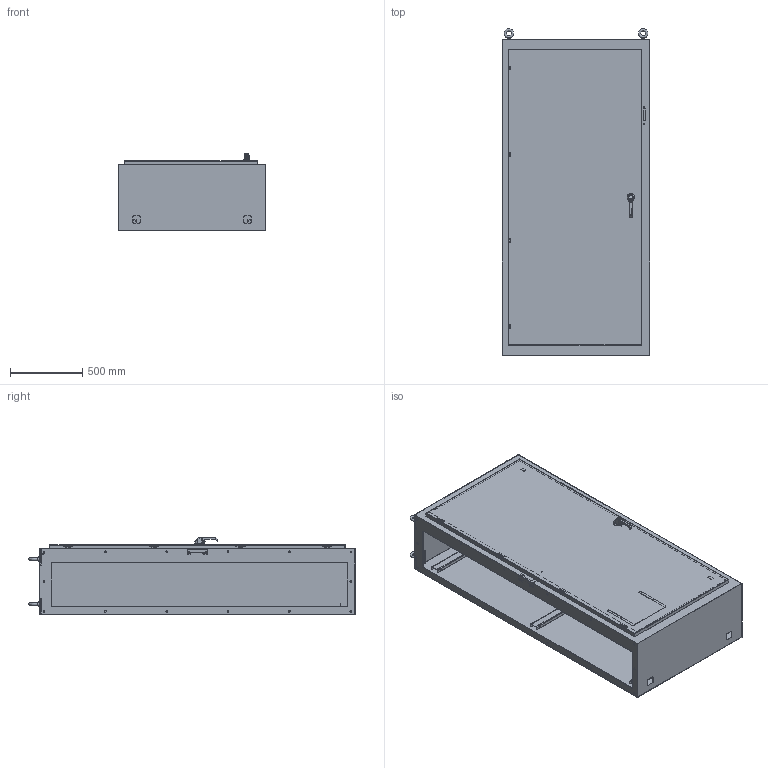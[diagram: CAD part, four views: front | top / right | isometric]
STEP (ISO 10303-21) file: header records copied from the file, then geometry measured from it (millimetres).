
FILE_DESCRIPTION (( 'STEP AP214' ), '1' );
FILE_NAME ('SCE-N86RX4018.STEP', '2024-05-02T15:58:55', ( '' ), ( '' ), 'SwSTEP 2.0', 'SolidWorks 2023', '' );
FILE_SCHEMA (( 'AUTOMOTIVE_DESIGN' ));
Length unit declared in the file: inch
Products named in the file (1): SCE-N86RX4018
Bounding box: 1022.35 x 2259.19 x 534.57 mm (x, y, z)
Volume: 20788983.1 mm3; surface area: 15507049.3 mm2
Topology: 32 solids, 36 shells, 4348 faces, 11074 edges, 6794 vertices
Faces by surface type: plane 1682, cylinder 1546, bspline 929, cone 117, torus 74
Full cylindrical faces by diameter (mm): 1.016 x4, 3.978 x4, 4.318 x20, 4.978 x16, 5.016 x2, 5.207 x8, 5.232 x8, 5.537 x4, 6.096 x8, 6.198 x8, 6.35 x8, 7.137 x2, 9.525 x10, 10.323 x8, 11.112 x4, 11.113 x8, 15.24 x4, 16 x1, 22 x1, 29.8 x4
Entity records: 205749 total; most frequent: CARTESIAN_POINT 108487, ORIENTED_EDGE 21290, DIRECTION 18411, EDGE_CURVE 10645, AXIS2_PLACEMENT_3D 6700, VERTEX_POINT 6680, LINE 5011, VECTOR 5011
